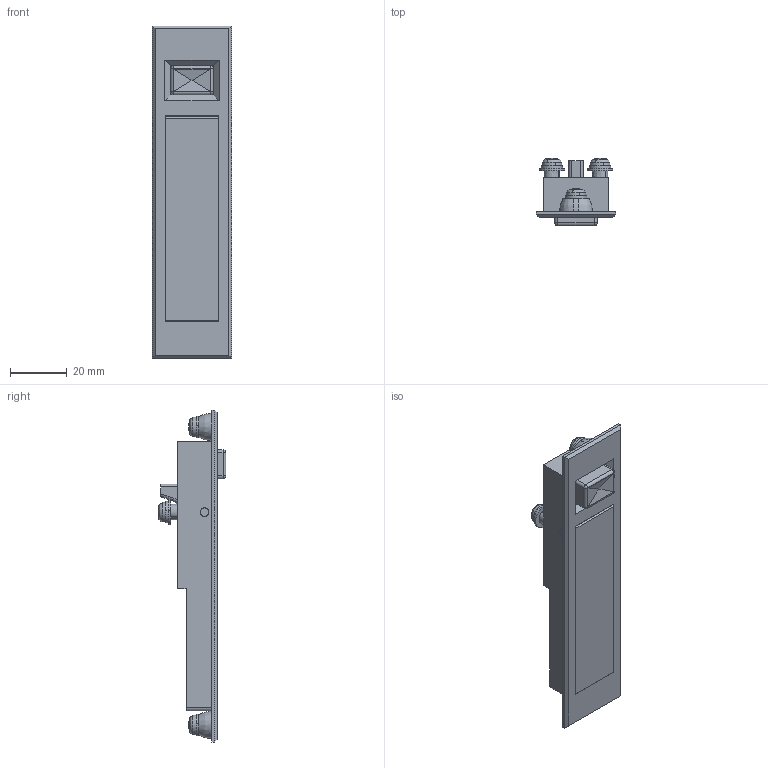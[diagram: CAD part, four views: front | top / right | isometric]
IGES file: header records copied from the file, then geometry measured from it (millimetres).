
Start section: ------------------------------------------------------------------------
Global section: file name: PC009.4448.THA_276_2H_19570.igs; native system: spGate; preprocessor: ver19.8.4 (****-****-****-****); author: Unknown; organization: Unknown; date: 250825.142313; units: millimetre
Bounding box: 28 x 23.85 x 117 mm (x, y, z)
Volume: 25472 mm3; surface area: 20000.4 mm2
Topology: 10 solids, 10 shells, 342 faces, 964 edges, 659 vertices
Faces by surface type: bspline 342
